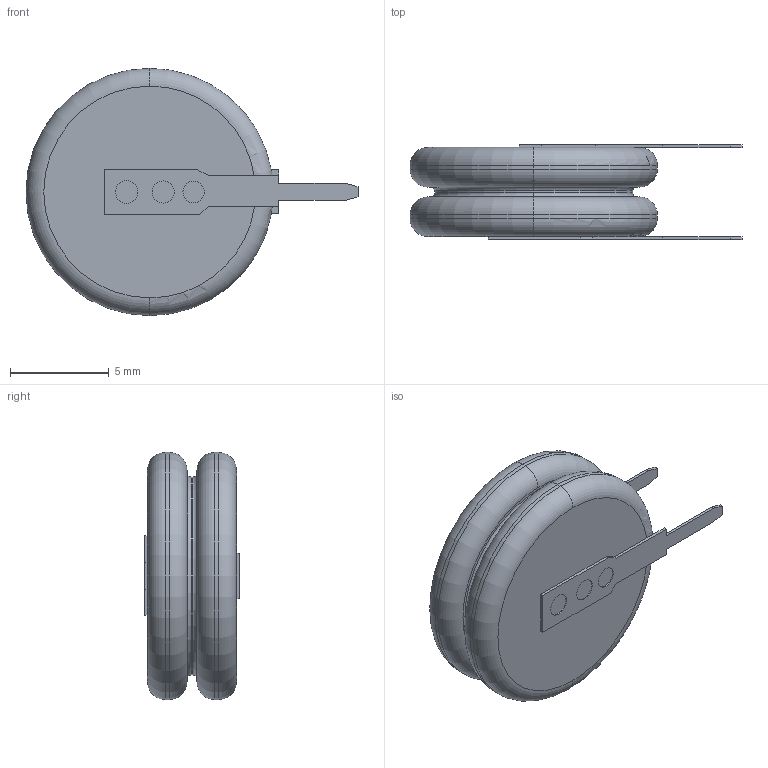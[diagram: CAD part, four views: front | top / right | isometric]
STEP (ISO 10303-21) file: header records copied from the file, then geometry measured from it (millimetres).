
FILE_DESCRIPTION (( 'STEP AP214' ), '1' );
FILE_NAME ('超级法拉电容55V 047F.STEP', '2018-07-28T11:48:49', ( 'xindela' ), ( '' ), 'SwSTEP 2.0', 'SolidWorks 2013', '' );
FILE_SCHEMA (( 'AUTOMOTIVE_DESIGN' ));
Length unit declared in the file: millimetre
Products named in the file (1): 超级法拉电容55V 047F
Bounding box: 16.78 x 4.8 x 12.5 mm (x, y, z)
Volume: 510.7 mm3; surface area: 471 mm2
Topology: 1 solids, 1 shells, 77 faces, 186 edges, 118 vertices
Faces by surface type: plane 49, cylinder 16, torus 12
Entity records: 3117 total; most frequent: DIRECTION 402, CARTESIAN_POINT 382, ORIENTED_EDGE 372, EDGE_CURVE 186, AXIS2_PLACEMENT_3D 138, LINE 126, VECTOR 126, VERTEX_POINT 118
